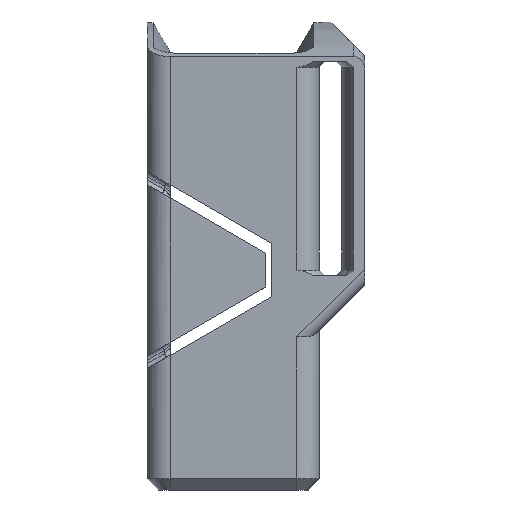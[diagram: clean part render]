
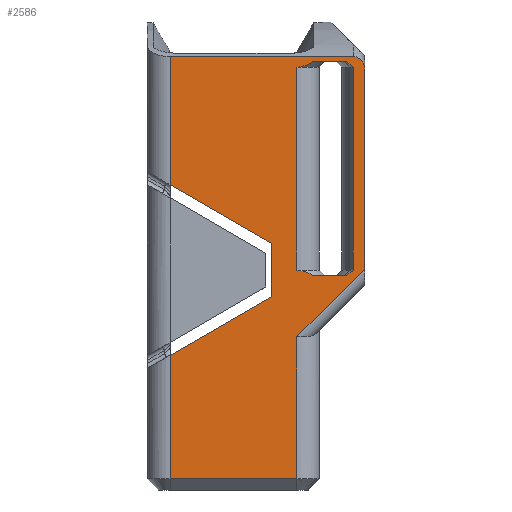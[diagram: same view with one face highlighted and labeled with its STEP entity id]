
A CAD part, front view. The second image highlights one B-rep face of the part: STEP entity #2586.
In plain terms, the highlighted planar face has unit normal (0, -1, 0).
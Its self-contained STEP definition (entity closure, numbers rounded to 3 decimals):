
#35=(
BOUNDED_CURVE()
B_SPLINE_CURVE(2,(#3764,#3765,#3766),.UNSPECIFIED.,.F.,.F.)
B_SPLINE_CURVE_WITH_KNOTS((3,3),(0.319,0.638),
 .UNSPECIFIED.)
CURVE()
GEOMETRIC_REPRESENTATION_ITEM()
RATIONAL_B_SPLINE_CURVE((1.,1.061,1.))
REPRESENTATION_ITEM('')
);
#36=(
BOUNDED_CURVE()
B_SPLINE_CURVE(2,(#3770,#3771,#3772),.UNSPECIFIED.,.F.,.F.)
B_SPLINE_CURVE_WITH_KNOTS((3,3),(0.,0.319),.UNSPECIFIED.)
CURVE()
GEOMETRIC_REPRESENTATION_ITEM()
RATIONAL_B_SPLINE_CURVE((1.,1.061,1.))
REPRESENTATION_ITEM('')
);
#39=B_SPLINE_CURVE_WITH_KNOTS('',3,(#3741,#3742,#3743,#3744,#3745,#3746,
#3747,#3748,#3749,#3750),.UNSPECIFIED.,.F.,.F.,(4,2,2,2,4),(1.259,
1.33,1.406,1.487,1.573),
 .UNSPECIFIED.);
#92=FACE_BOUND('',#372,.T.);
#229=FACE_OUTER_BOUND('',#371,.T.);
#371=EDGE_LOOP('',(#1765,#1766,#1767,#1768,#1769,#1770,#1771,#1772,#1773,
#1774,#1775));
#372=EDGE_LOOP('',(#1776,#1777,#1778,#1779,#1780,#1781,#1782,#1783));
#509=LINE('',#3619,#772);
#547=LINE('',#3731,#810);
#548=LINE('',#3735,#811);
#549=LINE('',#3737,#812);
#550=LINE('',#3739,#813);
#551=LINE('',#3752,#814);
#552=LINE('',#3754,#815);
#553=LINE('',#3756,#816);
#554=LINE('',#3758,#817);
#555=LINE('',#3759,#818);
#556=LINE('',#3762,#819);
#557=LINE('',#3768,#820);
#558=LINE('',#3774,#821);
#559=LINE('',#3776,#822);
#560=LINE('',#3778,#823);
#561=LINE('',#3779,#824);
#772=VECTOR('',#2942,10.);
#810=VECTOR('',#3036,10.);
#811=VECTOR('',#3041,10.);
#812=VECTOR('',#3042,10.);
#813=VECTOR('',#3043,10.);
#814=VECTOR('',#3044,10.);
#815=VECTOR('',#3045,10.);
#816=VECTOR('',#3046,10.);
#817=VECTOR('',#3047,10.);
#818=VECTOR('',#3048,10.);
#819=VECTOR('',#3049,10.);
#820=VECTOR('',#3050,10.);
#821=VECTOR('',#3051,10.);
#822=VECTOR('',#3052,10.);
#823=VECTOR('',#3053,10.);
#824=VECTOR('',#3054,10.);
#1032=VERTEX_POINT('',#3612);
#1035=VERTEX_POINT('',#3617);
#1081=VERTEX_POINT('',#3730);
#1082=VERTEX_POINT('',#3734);
#1083=VERTEX_POINT('',#3736);
#1084=VERTEX_POINT('',#3738);
#1085=VERTEX_POINT('',#3740);
#1086=VERTEX_POINT('',#3751);
#1087=VERTEX_POINT('',#3753);
#1088=VERTEX_POINT('',#3755);
#1089=VERTEX_POINT('',#3757);
#1090=VERTEX_POINT('',#3760);
#1091=VERTEX_POINT('',#3761);
#1092=VERTEX_POINT('',#3763);
#1093=VERTEX_POINT('',#3767);
#1094=VERTEX_POINT('',#3769);
#1095=VERTEX_POINT('',#3773);
#1096=VERTEX_POINT('',#3775);
#1097=VERTEX_POINT('',#3777);
#1293=EDGE_CURVE('',#1035,#1032,#509,.T.);
#1349=EDGE_CURVE('',#1032,#1081,#547,.T.);
#1351=EDGE_CURVE('',#1082,#1035,#548,.T.);
#1352=EDGE_CURVE('',#1083,#1082,#549,.T.);
#1353=EDGE_CURVE('',#1083,#1084,#550,.T.);
#1354=EDGE_CURVE('',#1085,#1084,#39,.T.);
#1355=EDGE_CURVE('',#1085,#1086,#551,.T.);
#1356=EDGE_CURVE('',#1087,#1086,#552,.T.);
#1357=EDGE_CURVE('',#1087,#1088,#553,.T.);
#1358=EDGE_CURVE('',#1088,#1089,#554,.T.);
#1359=EDGE_CURVE('',#1089,#1081,#555,.T.);
#1360=EDGE_CURVE('',#1090,#1091,#556,.T.);
#1361=EDGE_CURVE('',#1092,#1091,#35,.T.);
#1362=EDGE_CURVE('',#1093,#1092,#557,.T.);
#1363=EDGE_CURVE('',#1094,#1093,#36,.T.);
#1364=EDGE_CURVE('',#1094,#1095,#558,.T.);
#1365=EDGE_CURVE('',#1096,#1095,#559,.T.);
#1366=EDGE_CURVE('',#1097,#1096,#560,.T.);
#1367=EDGE_CURVE('',#1090,#1097,#561,.T.);
#1765=ORIENTED_EDGE('',*,*,#1293,.F.);
#1766=ORIENTED_EDGE('',*,*,#1351,.F.);
#1767=ORIENTED_EDGE('',*,*,#1352,.F.);
#1768=ORIENTED_EDGE('',*,*,#1353,.T.);
#1769=ORIENTED_EDGE('',*,*,#1354,.F.);
#1770=ORIENTED_EDGE('',*,*,#1355,.T.);
#1771=ORIENTED_EDGE('',*,*,#1356,.F.);
#1772=ORIENTED_EDGE('',*,*,#1357,.T.);
#1773=ORIENTED_EDGE('',*,*,#1358,.T.);
#1774=ORIENTED_EDGE('',*,*,#1359,.T.);
#1775=ORIENTED_EDGE('',*,*,#1349,.F.);
#1776=ORIENTED_EDGE('',*,*,#1360,.T.);
#1777=ORIENTED_EDGE('',*,*,#1361,.F.);
#1778=ORIENTED_EDGE('',*,*,#1362,.F.);
#1779=ORIENTED_EDGE('',*,*,#1363,.F.);
#1780=ORIENTED_EDGE('',*,*,#1364,.T.);
#1781=ORIENTED_EDGE('',*,*,#1365,.F.);
#1782=ORIENTED_EDGE('',*,*,#1366,.F.);
#1783=ORIENTED_EDGE('',*,*,#1367,.F.);
#2498=PLANE('',#2760);
#2586=ADVANCED_FACE('',(#229,#92),#2498,.T.);
#2760=AXIS2_PLACEMENT_3D('',#3733,#3039,#3040);
#2942=DIRECTION('',(-1.,0.,0.));
#3036=DIRECTION('',(0.,0.,1.));
#3039=DIRECTION('center_axis',(0.,-1.,0.));
#3040=DIRECTION('ref_axis',(1.,0.,0.));
#3041=DIRECTION('',(0.,0.,-1.));
#3042=DIRECTION('',(-0.707,0.,-0.707));
#3043=DIRECTION('',(0.,0.,1.));
#3044=DIRECTION('',(-1.,0.,0.));
#3045=DIRECTION('',(0.,0.,1.));
#3046=DIRECTION('',(0.866,0.,-0.5));
#3047=DIRECTION('',(0.,0.,-1.));
#3048=DIRECTION('',(-0.866,0.,-0.5));
#3049=DIRECTION('',(-1.,0.,0.));
#3050=DIRECTION('',(0.,0.,-1.));
#3051=DIRECTION('',(1.,0.,0.));
#3052=DIRECTION('',(-0.756,0.,0.655));
#3053=DIRECTION('',(0.,0.,1.));
#3054=DIRECTION('',(0.756,0.,0.655));
#3612=CARTESIAN_POINT('',(4.,0.,-1.));
#3617=CARTESIAN_POINT('',(26.5,0.,-1.));
#3619=CARTESIAN_POINT('',(7.625,0.,-1.));
#3730=CARTESIAN_POINT('',(4.,0.,20.876));
#3731=CARTESIAN_POINT('',(4.,0.,0.));
#3733=CARTESIAN_POINT('Origin',(0.,0.,0.));
#3734=CARTESIAN_POINT('',(26.5,0.,24.172));
#3735=CARTESIAN_POINT('',(26.5,0.,0.));
#3736=CARTESIAN_POINT('',(38.5,0.,36.172));
#3737=CARTESIAN_POINT('',(19.125,0.,16.797));
#3738=CARTESIAN_POINT('',(38.5,0.,71.643));
#3739=CARTESIAN_POINT('',(38.5,0.,33.343));
#3740=CARTESIAN_POINT('',(36.5,0.,73.88));
#3741=CARTESIAN_POINT('Ctrl Pts',(36.5,0.,73.88));
#3742=CARTESIAN_POINT('Ctrl Pts',(36.738,0.,
73.88));
#3743=CARTESIAN_POINT('Ctrl Pts',(37.018,0.,
73.82));
#3744=CARTESIAN_POINT('Ctrl Pts',(37.466,0.,
73.622));
#3745=CARTESIAN_POINT('Ctrl Pts',(37.711,0.,
73.445));
#3746=CARTESIAN_POINT('Ctrl Pts',(38.067,0.,
73.064));
#3747=CARTESIAN_POINT('Ctrl Pts',(38.237,0.,
72.788));
#3748=CARTESIAN_POINT('Ctrl Pts',(38.438,0.,
72.269));
#3749=CARTESIAN_POINT('Ctrl Pts',(38.5,0.,71.93));
#3750=CARTESIAN_POINT('Ctrl Pts',(38.5,0.,71.643));
#3751=CARTESIAN_POINT('',(4.,0.,73.88));
#3752=CARTESIAN_POINT('',(25.942,0.,73.88));
#3753=CARTESIAN_POINT('',(4.,0.,51.124));
#3754=CARTESIAN_POINT('',(4.,0.,0.));
#3755=CARTESIAN_POINT('',(22.,0.,40.732));
#3756=CARTESIAN_POINT('',(11.569,0.,46.755));
#3757=CARTESIAN_POINT('',(22.,0.,31.268));
#3758=CARTESIAN_POINT('',(22.,0.,20.366));
#3759=CARTESIAN_POINT('',(6.98,0.,22.596));
#3760=CARTESIAN_POINT('',(35.345,0.,35.));
#3761=CARTESIAN_POINT('',(29.5,0.,35.));
#3762=CARTESIAN_POINT('',(34.5,0.,35.));
#3763=CARTESIAN_POINT('',(26.5,0.,36.));
#3764=CARTESIAN_POINT('Ctrl Pts',(26.5,0.,36.));
#3765=CARTESIAN_POINT('Ctrl Pts',(27.833,0.,
36.));
#3766=CARTESIAN_POINT('Ctrl Pts',(29.5,0.,
35.));
#3767=CARTESIAN_POINT('',(26.5,0.,72.));
#3768=CARTESIAN_POINT('',(26.5,0.,0.));
#3769=CARTESIAN_POINT('',(29.5,0.,73.));
#3770=CARTESIAN_POINT('Ctrl Pts',(29.5,0.,
73.));
#3771=CARTESIAN_POINT('Ctrl Pts',(27.833,0.,
72.));
#3772=CARTESIAN_POINT('Ctrl Pts',(26.5,0.,
72.));
#3773=CARTESIAN_POINT('',(35.345,0.,73.));
#3774=CARTESIAN_POINT('',(30.5,0.,73.));
#3775=CARTESIAN_POINT('',(36.5,0.,72.));
#3776=CARTESIAN_POINT('',(43.425,0.,66.003));
#3777=CARTESIAN_POINT('',(36.5,0.,36.));
#3778=CARTESIAN_POINT('',(36.5,0.,17.5));
#3779=CARTESIAN_POINT('',(16.559,0.,18.731));
